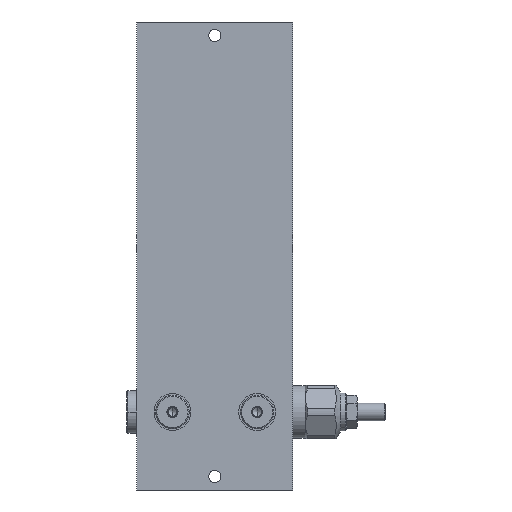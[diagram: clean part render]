
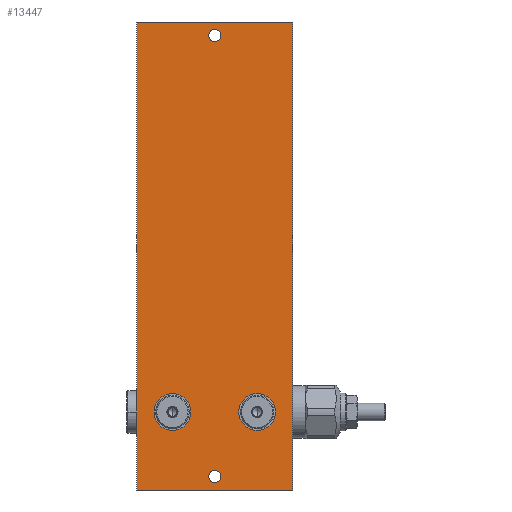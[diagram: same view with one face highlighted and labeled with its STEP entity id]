
A CAD part, front view. The second image highlights one B-rep face of the part: STEP entity #13447.
In plain terms, the highlighted planar face has unit normal (0, -1, 0).
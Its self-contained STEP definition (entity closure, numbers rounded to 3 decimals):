
#715=DIRECTION('',(1.,0.,0.));
#716=VECTOR('',#715,70.);
#717=CARTESIAN_POINT('',(-35.,-35.,-105.));
#718=LINE('',#717,#716);
#1325=DIRECTION('',(1.,0.,0.));
#1326=VECTOR('',#1325,70.);
#1327=CARTESIAN_POINT('',(-35.,-35.,105.));
#1328=LINE('',#1327,#1326);
#1329=DIRECTION('',(0.,0.,-1.));
#1330=VECTOR('',#1329,210.);
#1331=CARTESIAN_POINT('',(35.,-35.,105.));
#1332=LINE('',#1331,#1330);
#1333=CARTESIAN_POINT('',(-19.,-35.,-70.));
#1334=DIRECTION('',(0.,-1.,0.));
#1335=DIRECTION('',(0.,0.,1.));
#1336=AXIS2_PLACEMENT_3D('',#1333,#1334,#1335);
#1338=CARTESIAN_POINT('',(-19.,-35.,-70.));
#1339=DIRECTION('',(0.,-1.,0.));
#1340=DIRECTION('',(0.,0.,-1.));
#1341=AXIS2_PLACEMENT_3D('',#1338,#1339,#1340);
#1343=CARTESIAN_POINT('',(19.,-35.,-70.));
#1344=DIRECTION('',(0.,-1.,0.));
#1345=DIRECTION('',(0.,0.,1.));
#1346=AXIS2_PLACEMENT_3D('',#1343,#1344,#1345);
#1348=CARTESIAN_POINT('',(19.,-35.,-70.));
#1349=DIRECTION('',(0.,-1.,0.));
#1350=DIRECTION('',(0.,0.,-1.));
#1351=AXIS2_PLACEMENT_3D('',#1348,#1349,#1350);
#1353=CARTESIAN_POINT('',(0.,-35.,99.));
#1354=DIRECTION('',(0.,-1.,0.));
#1355=DIRECTION('',(0.,0.,-1.));
#1356=AXIS2_PLACEMENT_3D('',#1353,#1354,#1355);
#1358=CARTESIAN_POINT('',(0.,-35.,99.));
#1359=DIRECTION('',(0.,-1.,0.));
#1360=DIRECTION('',(0.,0.,1.));
#1361=AXIS2_PLACEMENT_3D('',#1358,#1359,#1360);
#1363=CARTESIAN_POINT('',(0.,-35.,-99.));
#1364=DIRECTION('',(0.,-1.,0.));
#1365=DIRECTION('',(0.,0.,-1.));
#1366=AXIS2_PLACEMENT_3D('',#1363,#1364,#1365);
#1368=CARTESIAN_POINT('',(0.,-35.,-99.));
#1369=DIRECTION('',(0.,-1.,0.));
#1370=DIRECTION('',(0.,0.,1.));
#1371=AXIS2_PLACEMENT_3D('',#1368,#1369,#1370);
#1377=DIRECTION('',(0.,0.,-1.));
#1378=VECTOR('',#1377,210.);
#1379=CARTESIAN_POINT('',(-35.,-35.,105.));
#1380=LINE('',#1379,#1378);
#10493=CARTESIAN_POINT('',(35.,-35.,-105.));
#10495=VERTEX_POINT('',#10493);
#10497=CARTESIAN_POINT('',(35.,-35.,105.));
#10498=VERTEX_POINT('',#10497);
#10527=CARTESIAN_POINT('',(-35.,-35.,-105.));
#10528=VERTEX_POINT('',#10527);
#10647=CARTESIAN_POINT('',(-35.,-35.,105.));
#10648=VERTEX_POINT('',#10647);
#10673=CARTESIAN_POINT('',(-19.,-35.,-61.75));
#10674=CARTESIAN_POINT('',(-19.,-35.,-78.25));
#10675=VERTEX_POINT('',#10673);
#10676=VERTEX_POINT('',#10674);
#10677=CARTESIAN_POINT('',(19.,-35.,-61.75));
#10678=CARTESIAN_POINT('',(19.,-35.,-78.25));
#10679=VERTEX_POINT('',#10677);
#10680=VERTEX_POINT('',#10678);
#10681=CARTESIAN_POINT('',(0.,-35.,96.25));
#10682=CARTESIAN_POINT('',(0.,-35.,101.75));
#10683=VERTEX_POINT('',#10681);
#10684=VERTEX_POINT('',#10682);
#10685=CARTESIAN_POINT('',(0.,-35.,-101.75));
#10686=CARTESIAN_POINT('',(0.,-35.,-96.25));
#10687=VERTEX_POINT('',#10685);
#10688=VERTEX_POINT('',#10686);
#13411=CARTESIAN_POINT('',(35.,-35.,105.));
#13412=DIRECTION('',(0.,1.,0.));
#13413=DIRECTION('',(-1.,0.,0.));
#13414=AXIS2_PLACEMENT_3D('',#13411,#13412,#13413);
#13415=PLANE('',#13414);
#13416=ORIENTED_EDGE('',*,*,#13074,.F.);
#13418=ORIENTED_EDGE('',*,*,#13417,.F.);
#13419=ORIENTED_EDGE('',*,*,#13367,.T.);
#13420=ORIENTED_EDGE('',*,*,#12630,.T.);
#13421=EDGE_LOOP('',(#13416,#13418,#13419,#13420));
#13422=FACE_OUTER_BOUND('',#13421,.F.);
#13424=ORIENTED_EDGE('',*,*,#13423,.T.);
#13426=ORIENTED_EDGE('',*,*,#13425,.T.);
#13427=EDGE_LOOP('',(#13424,#13426));
#13428=FACE_BOUND('',#13427,.F.);
#13430=ORIENTED_EDGE('',*,*,#13429,.T.);
#13432=ORIENTED_EDGE('',*,*,#13431,.T.);
#13433=EDGE_LOOP('',(#13430,#13432));
#13434=FACE_BOUND('',#13433,.F.);
#13436=ORIENTED_EDGE('',*,*,#13435,.T.);
#13438=ORIENTED_EDGE('',*,*,#13437,.T.);
#13439=EDGE_LOOP('',(#13436,#13438));
#13440=FACE_BOUND('',#13439,.F.);
#13442=ORIENTED_EDGE('',*,*,#13441,.T.);
#13444=ORIENTED_EDGE('',*,*,#13443,.T.);
#13445=EDGE_LOOP('',(#13442,#13444));
#13446=FACE_BOUND('',#13445,.F.);
#13447=ADVANCED_FACE('',(#13422,#13428,#13434,#13440,#13446),#13415,.F.);
#1337=CIRCLE('',#1336,8.25);
#1342=CIRCLE('',#1341,8.25);
#1347=CIRCLE('',#1346,8.25);
#1352=CIRCLE('',#1351,8.25);
#1357=CIRCLE('',#1356,2.75);
#1362=CIRCLE('',#1361,2.75);
#1367=CIRCLE('',#1366,2.75);
#1372=CIRCLE('',#1371,2.75);
#12630=EDGE_CURVE('',#10498,#10495,#1332,.T.);
#13074=EDGE_CURVE('',#10528,#10495,#718,.T.);
#13367=EDGE_CURVE('',#10648,#10498,#1328,.T.);
#13417=EDGE_CURVE('',#10648,#10528,#1380,.T.);
#13423=EDGE_CURVE('',#10675,#10676,#1337,.T.);
#13425=EDGE_CURVE('',#10676,#10675,#1342,.T.);
#13429=EDGE_CURVE('',#10679,#10680,#1347,.T.);
#13431=EDGE_CURVE('',#10680,#10679,#1352,.T.);
#13435=EDGE_CURVE('',#10683,#10684,#1357,.T.);
#13437=EDGE_CURVE('',#10684,#10683,#1362,.T.);
#13441=EDGE_CURVE('',#10687,#10688,#1367,.T.);
#13443=EDGE_CURVE('',#10688,#10687,#1372,.T.);
